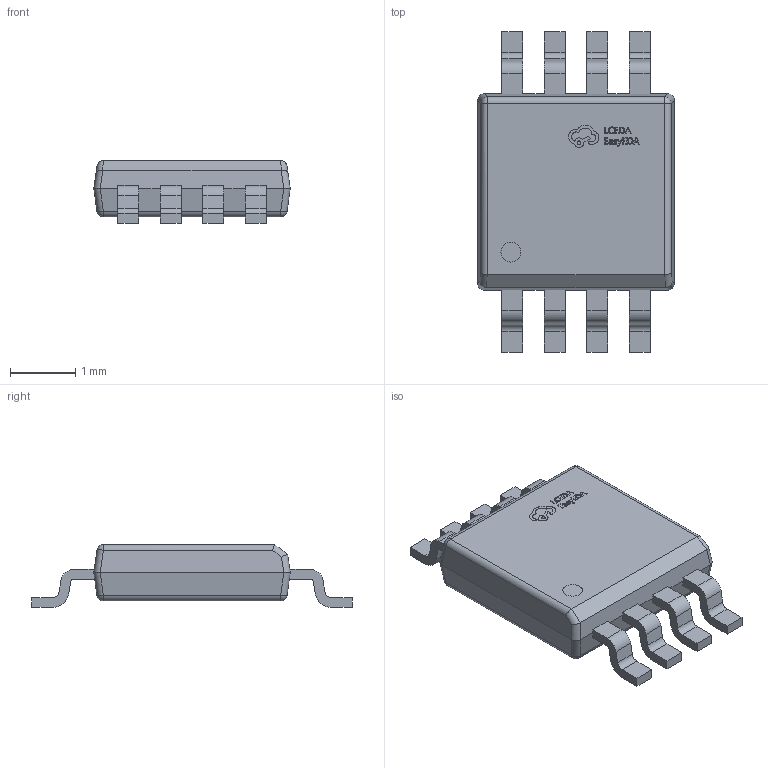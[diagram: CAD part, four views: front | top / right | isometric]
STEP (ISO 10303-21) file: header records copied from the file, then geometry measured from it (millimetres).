
FILE_DESCRIPTION (( 'STEP AP214' ), '1' );
FILE_NAME ('MSOP-8_L3.0-W3.0-P0.65-LS4.9-BL-1.step', '2022-07-26T09:57:27', ( '' ), ( '' ), 'SwSTEP 2.0', 'SolidWorks 2020', '' );
FILE_SCHEMA (( 'AUTOMOTIVE_DESIGN' ));
Length unit declared in the file: millimetre
Products named in the file (1): MSOP-8_L3.0-W3.0-P0.65-LS4.9-BL-1
Bounding box: 3 x 4.9 x 0.96 mm (x, y, z)
Volume: 7.8 mm3; surface area: 35.3 mm2
Topology: 14 solids, 14 shells, 431 faces, 1159 edges, 764 vertices
Faces by surface type: plane 262, bspline 112, cylinder 51, sphere 6
Entity records: 19479 total; most frequent: CARTESIAN_POINT 4495, ORIENTED_EDGE 2318, DIRECTION 1645, EDGE_CURVE 1159, LINE 833, VECTOR 833, VERTEX_POINT 764, EDGE_LOOP 451
